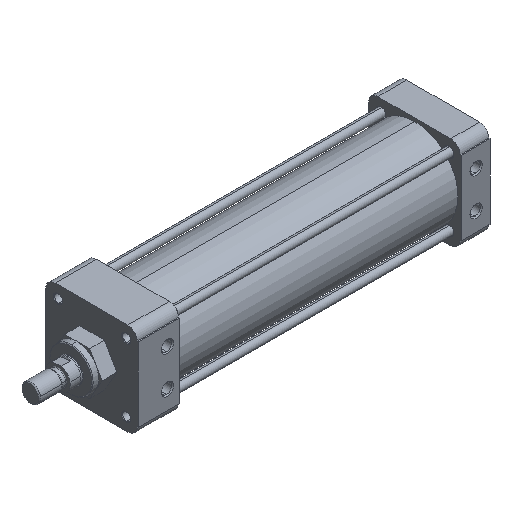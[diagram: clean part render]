
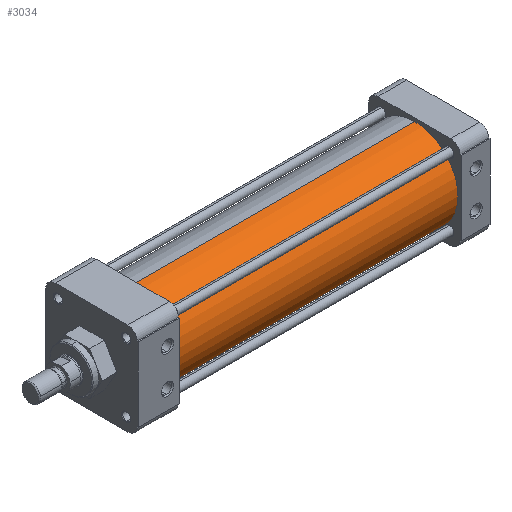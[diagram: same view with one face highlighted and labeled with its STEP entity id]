
A CAD part, isometric view. The second image highlights one B-rep face of the part: STEP entity #3034.
In plain terms, the highlighted cylindrical face has radius 44.45 mm (diameter 88.9 mm), a partial arc.
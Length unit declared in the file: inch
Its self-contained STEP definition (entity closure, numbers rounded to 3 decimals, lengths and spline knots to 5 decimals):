
#983 = EDGE_CURVE ( 'NONE', #13954, #3343, #7559, .T. ) ;
#1331 = VERTEX_POINT ( 'NONE', #13371 ) ;
#1603 = CARTESIAN_POINT ( 'NONE',  ( 13.076, 0., 1.75 ) ) ;
#3034 = ADVANCED_FACE ( 'NONE', ( #3609 ), #13899, .T. ) ;
#3343 = VERTEX_POINT ( 'NONE', #1603 ) ;
#3609 = FACE_OUTER_BOUND ( 'NONE', #6838, .T. ) ;
#4274 = ORIENTED_EDGE ( 'NONE', *, *, #983, .F. ) ;
#4283 = AXIS2_PLACEMENT_3D ( 'NONE', #11859, #5060, #12981 ) ;
#5060 = DIRECTION ( 'NONE',  ( 1., 0., 0. ) ) ;
#5099 = DIRECTION ( 'NONE',  ( 1., 0., 0. ) ) ;
#5527 = DIRECTION ( 'NONE',  ( -1., 0., 0. ) ) ;
#6301 = EDGE_CURVE ( 'NONE', #14193, #3343, #11136, .T. ) ;
#6638 = CARTESIAN_POINT ( 'NONE',  ( 13.076, 0., 0. ) ) ;
#6838 = EDGE_LOOP ( 'NONE', ( #4274, #14377, #12906, #13778 ) ) ;
#6893 = CIRCLE ( 'NONE', #4283, 1.75 ) ;
#7532 = EDGE_CURVE ( 'NONE', #1331, #14193, #9112, .T. ) ;
#7542 = VECTOR ( 'NONE', #7746, 39.37008 ) ;
#7559 = LINE ( 'NONE', #7651, #7542 ) ;
#7651 = CARTESIAN_POINT ( 'NONE',  ( 13.076, 0., 1.75 ) ) ;
#7746 = DIRECTION ( 'NONE',  ( 1., 0., 0. ) ) ;
#7944 = AXIS2_PLACEMENT_3D ( 'NONE', #6638, #14426, #8013 ) ;
#8013 = DIRECTION ( 'NONE',  ( 0., 0., -1. ) ) ;
#9112 = LINE ( 'NONE', #14203, #12090 ) ;
#10186 = AXIS2_PLACEMENT_3D ( 'NONE', #12313, #5527, #13415 ) ;
#10620 = CARTESIAN_POINT ( 'NONE',  ( 13.076, 0., -1.75 ) ) ;
#11136 = CIRCLE ( 'NONE', #10186, 1.75 ) ;
#11305 = CARTESIAN_POINT ( 'NONE',  ( 1.67, 0., 1.75 ) ) ;
#11329 = EDGE_CURVE ( 'NONE', #13954, #1331, #6893, .T. ) ;
#11859 = CARTESIAN_POINT ( 'NONE',  ( 1.67, 0., 0. ) ) ;
#12090 = VECTOR ( 'NONE', #5099, 39.37008 ) ;
#12313 = CARTESIAN_POINT ( 'NONE',  ( 13.076, 0., 0. ) ) ;
#12906 = ORIENTED_EDGE ( 'NONE', *, *, #7532, .T. ) ;
#12981 = DIRECTION ( 'NONE',  ( 0., 0., -1. ) ) ;
#13371 = CARTESIAN_POINT ( 'NONE',  ( 1.67, 0., -1.75 ) ) ;
#13415 = DIRECTION ( 'NONE',  ( 0., 0., -1. ) ) ;
#13778 = ORIENTED_EDGE ( 'NONE', *, *, #6301, .T. ) ;
#13899 = CYLINDRICAL_SURFACE ( 'NONE', #7944, 1.75 ) ;
#13954 = VERTEX_POINT ( 'NONE', #11305 ) ;
#14193 = VERTEX_POINT ( 'NONE', #10620 ) ;
#14203 = CARTESIAN_POINT ( 'NONE',  ( 13.076, 0., -1.75 ) ) ;
#14377 = ORIENTED_EDGE ( 'NONE', *, *, #11329, .T. ) ;
#14426 = DIRECTION ( 'NONE',  ( 1., 0., 0. ) ) ;
